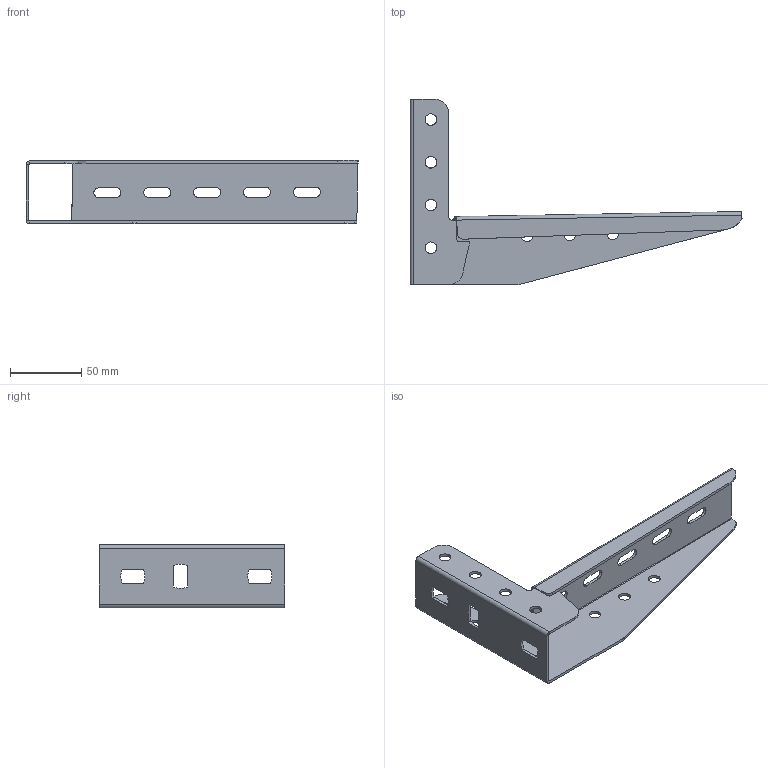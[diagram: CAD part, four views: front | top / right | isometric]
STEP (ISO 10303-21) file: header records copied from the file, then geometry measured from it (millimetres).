
FILE_DESCRIPTION (( 'STEP AP203' ), '1' );
FILE_NAME ('Êîíñîëü ML_BBL5020.STEP', '2012-11-20T08:31:07', ( 'Àñååâ' ), ( '' ), 'SwSTEP 2.0', 'SolidWorks 2012', '' );
FILE_SCHEMA (( 'CONFIG_CONTROL_DESIGN' ));
Length unit declared in the file: millimetre
Products named in the file (1): Êîíñîëü ML_BBL5020
Bounding box: 232.91 x 130 x 44.67 mm (x, y, z)
Volume: 56743.2 mm3; surface area: 59943.5 mm2
Topology: 1 solids, 1 shells, 102 faces, 270 edges, 170 vertices
Faces by surface type: cylinder 49, plane 49, bspline 4
Full cylindrical faces by diameter (mm): 8.2 x11
Entity records: 3464 total; most frequent: CARTESIAN_POINT 810, DIRECTION 523, ORIENTED_EDGE 518, EDGE_CURVE 259, AXIS2_PLACEMENT_3D 185, VERTEX_POINT 170, VECTOR 153, LINE 153
